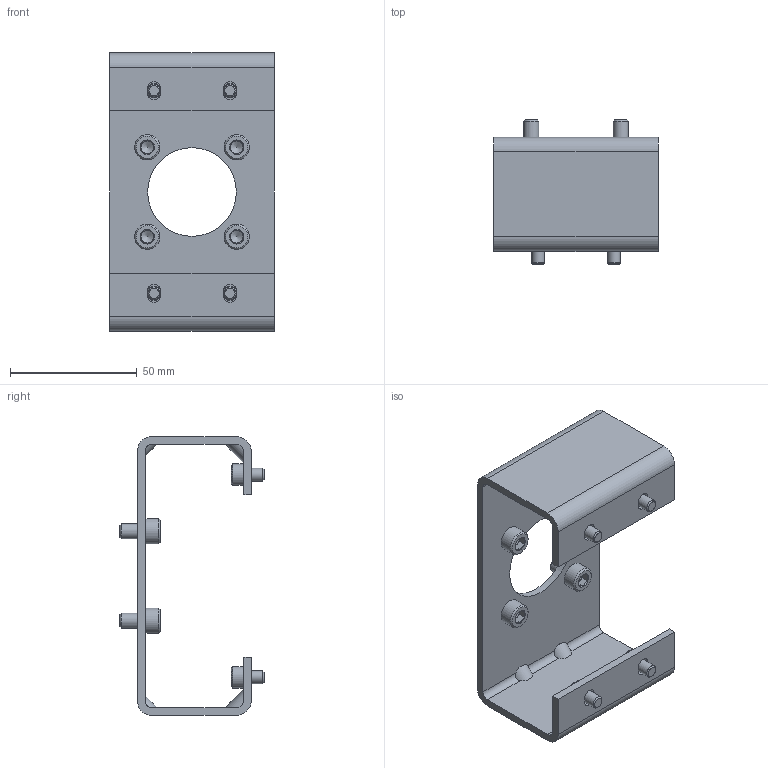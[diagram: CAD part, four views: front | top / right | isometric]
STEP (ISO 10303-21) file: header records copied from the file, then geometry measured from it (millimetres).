
FILE_DESCRIPTION(/* description */ ('STEP AP214'),/* implementation_level */ '2;1');
FILE_NAME(/* name */ '8148117_CAFM-M1-K-N1-AA1',/* time_stamp */ '2024-08-05T16:04:25+02:00',/* author */ ('License CC BY-ND 4.0'),/* organization */ ('CADENAS'),/* preprocessor_version */ 'ST-DEVELOPER v19.3',/* originating_system */ 'PARTsolutions',/* authorisation */ ' ');
FILE_SCHEMA (('AUTOMOTIVE_DESIGN {1 0 10303 214 3 1 1}'));
Length unit declared in the file: millimetre
Products named in the file (4): 8148117 CAFM-M1-K-N1-AA1---(high); 8148066 CAFM-M1-K-N1-AA1---(high_w); ISO-4762 M6x10; ISO-4762 M5x8
Assembly tree (9 placements, depth 2):
  8148117 CAFM-M1-K-N1-AA1---(high)
    8148066 CAFM-M1-K-N1-AA1---(high_w)
    ISO-4762 M6x10  x4
    ISO-4762 M5x8  x4
Bounding box: 65 x 57 x 110 mm (x, y, z)
Volume: 45244.4 mm3; surface area: 33353.1 mm2
Topology: 9 solids, 9 shells, 291 faces, 715 edges, 450 vertices
Faces by surface type: plane 154, cone 88, cylinder 49
Full cylindrical faces by diameter (mm): 5 x4, 6 x4, 7 x4, 8.5 x4, 10 x4, 35 x1
Entity records: 3943 total; most frequent: CARTESIAN_POINT 755, DIRECTION 662, ORIENTED_EDGE 604, EDGE_CURVE 302, AXIS2_PLACEMENT_3D 251, VERTEX_POINT 208, FACE_BOUND 164, EDGE_LOOP 162
